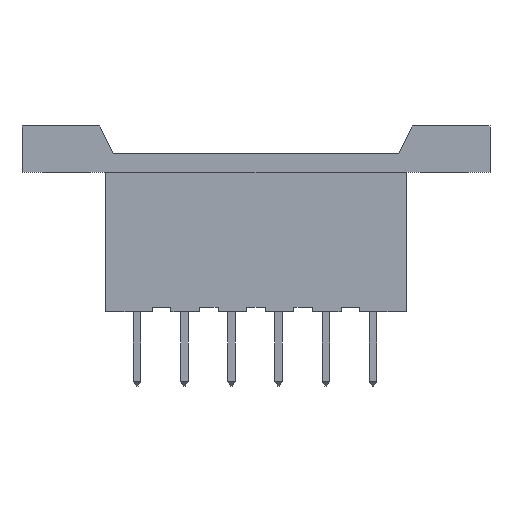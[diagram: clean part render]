
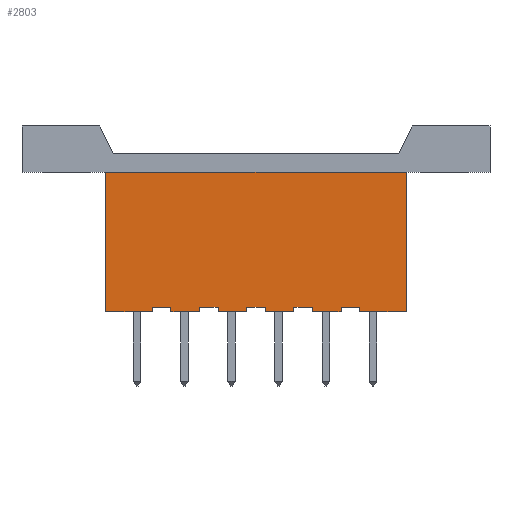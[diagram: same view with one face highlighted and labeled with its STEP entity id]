
A CAD part, front view. The second image highlights one B-rep face of the part: STEP entity #2803.
In plain terms, the highlighted planar face has unit normal (0, -1, 0).
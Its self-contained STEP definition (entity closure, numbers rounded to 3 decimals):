
#2600=AXIS2_PLACEMENT_3D('Plane Axis2P3D',#2597,#2598,#2599) ;
#302=CARTESIAN_POINT('Vertex',(9.02,1.727,23.)) ;
#305=CARTESIAN_POINT('Line Origine',(25.2,1.727,23.)) ;
#309=CARTESIAN_POINT('Vertex',(41.38,1.727,23.)) ;
#738=CARTESIAN_POINT('Vertex',(14.04,1.727,8.5)) ;
#743=CARTESIAN_POINT('Line Origine',(14.04,1.727,8.25)) ;
#747=CARTESIAN_POINT('Vertex',(14.04,1.727,8.)) ;
#782=CARTESIAN_POINT('Line Origine',(11.53,1.727,8.)) ;
#786=CARTESIAN_POINT('Vertex',(9.02,1.727,8.)) ;
#2597=CARTESIAN_POINT('Axis2P3D Location',(19.179,1.727,23.)) ;
#2602=CARTESIAN_POINT('Line Origine',(41.38,1.727,15.5)) ;
#2606=CARTESIAN_POINT('Vertex',(41.38,1.727,8.)) ;
#2609=CARTESIAN_POINT('Line Origine',(9.02,1.727,15.5)) ;
#2614=CARTESIAN_POINT('Line Origine',(14.54,1.727,8.5)) ;
#2618=CARTESIAN_POINT('Vertex',(15.04,1.727,8.5)) ;
#2621=CARTESIAN_POINT('Line Origine',(15.54,1.727,8.5)) ;
#2625=CARTESIAN_POINT('Vertex',(16.04,1.727,8.5)) ;
#2628=CARTESIAN_POINT('Line Origine',(16.04,1.727,8.25)) ;
#2632=CARTESIAN_POINT('Vertex',(16.04,1.727,8.)) ;
#2635=CARTESIAN_POINT('Line Origine',(17.58,1.727,8.)) ;
#2639=CARTESIAN_POINT('Vertex',(19.12,1.727,8.)) ;
#2642=CARTESIAN_POINT('Line Origine',(19.12,1.727,8.25)) ;
#2646=CARTESIAN_POINT('Vertex',(19.12,1.727,8.5)) ;
#2649=CARTESIAN_POINT('Line Origine',(19.62,1.727,8.5)) ;
#2653=CARTESIAN_POINT('Vertex',(20.12,1.727,8.5)) ;
#2656=CARTESIAN_POINT('Line Origine',(20.62,1.727,8.5)) ;
#2660=CARTESIAN_POINT('Vertex',(21.12,1.727,8.5)) ;
#2663=CARTESIAN_POINT('Line Origine',(21.12,1.727,8.25)) ;
#2667=CARTESIAN_POINT('Vertex',(21.12,1.727,8.)) ;
#2670=CARTESIAN_POINT('Line Origine',(22.66,1.727,8.)) ;
#2674=CARTESIAN_POINT('Vertex',(24.2,1.727,8.)) ;
#2677=CARTESIAN_POINT('Line Origine',(24.2,1.727,8.25)) ;
#2681=CARTESIAN_POINT('Vertex',(24.2,1.727,8.5)) ;
#2684=CARTESIAN_POINT('Line Origine',(24.7,1.727,8.5)) ;
#2688=CARTESIAN_POINT('Vertex',(25.2,1.727,8.5)) ;
#2691=CARTESIAN_POINT('Line Origine',(25.7,1.727,8.5)) ;
#2695=CARTESIAN_POINT('Vertex',(26.2,1.727,8.5)) ;
#2698=CARTESIAN_POINT('Line Origine',(26.2,1.727,8.25)) ;
#2702=CARTESIAN_POINT('Vertex',(26.2,1.727,8.)) ;
#2705=CARTESIAN_POINT('Line Origine',(27.74,1.727,8.)) ;
#2709=CARTESIAN_POINT('Vertex',(29.28,1.727,8.)) ;
#2712=CARTESIAN_POINT('Line Origine',(29.28,1.727,8.25)) ;
#2716=CARTESIAN_POINT('Vertex',(29.28,1.727,8.5)) ;
#2719=CARTESIAN_POINT('Line Origine',(29.78,1.727,8.5)) ;
#2723=CARTESIAN_POINT('Vertex',(30.28,1.727,8.5)) ;
#2726=CARTESIAN_POINT('Line Origine',(30.78,1.727,8.5)) ;
#2730=CARTESIAN_POINT('Vertex',(31.28,1.727,8.5)) ;
#2733=CARTESIAN_POINT('Line Origine',(31.28,1.727,8.25)) ;
#2737=CARTESIAN_POINT('Vertex',(31.28,1.727,8.)) ;
#2740=CARTESIAN_POINT('Line Origine',(32.82,1.727,8.)) ;
#2744=CARTESIAN_POINT('Vertex',(34.36,1.727,8.)) ;
#2747=CARTESIAN_POINT('Line Origine',(34.36,1.727,8.25)) ;
#2751=CARTESIAN_POINT('Vertex',(34.36,1.727,8.5)) ;
#2754=CARTESIAN_POINT('Line Origine',(35.36,1.727,8.5)) ;
#2758=CARTESIAN_POINT('Vertex',(36.36,1.727,8.5)) ;
#2761=CARTESIAN_POINT('Line Origine',(36.36,1.727,8.25)) ;
#2765=CARTESIAN_POINT('Vertex',(36.36,1.727,8.)) ;
#2768=CARTESIAN_POINT('Line Origine',(38.87,1.727,8.)) ;
#306=DIRECTION('Vector Direction',(-1.,0.,0.)) ;
#744=DIRECTION('Vector Direction',(0.,0.,-1.)) ;
#783=DIRECTION('Vector Direction',(1.,0.,0.)) ;
#2598=DIRECTION('Axis2P3D Direction',(-0.,1.,0.)) ;
#2599=DIRECTION('Axis2P3D XDirection',(1.,0.,0.)) ;
#2603=DIRECTION('Vector Direction',(0.,0.,-1.)) ;
#2610=DIRECTION('Vector Direction',(0.,0.,-1.)) ;
#2615=DIRECTION('Vector Direction',(1.,0.,0.)) ;
#2622=DIRECTION('Vector Direction',(1.,0.,0.)) ;
#2629=DIRECTION('Vector Direction',(0.,0.,-1.)) ;
#2636=DIRECTION('Vector Direction',(1.,0.,0.)) ;
#2643=DIRECTION('Vector Direction',(0.,0.,-1.)) ;
#2650=DIRECTION('Vector Direction',(1.,0.,0.)) ;
#2657=DIRECTION('Vector Direction',(1.,0.,0.)) ;
#2664=DIRECTION('Vector Direction',(0.,0.,-1.)) ;
#2671=DIRECTION('Vector Direction',(1.,0.,0.)) ;
#2678=DIRECTION('Vector Direction',(0.,0.,-1.)) ;
#2685=DIRECTION('Vector Direction',(1.,0.,0.)) ;
#2692=DIRECTION('Vector Direction',(1.,0.,0.)) ;
#2699=DIRECTION('Vector Direction',(0.,0.,-1.)) ;
#2706=DIRECTION('Vector Direction',(1.,0.,0.)) ;
#2713=DIRECTION('Vector Direction',(0.,0.,-1.)) ;
#2720=DIRECTION('Vector Direction',(1.,0.,0.)) ;
#2727=DIRECTION('Vector Direction',(1.,0.,0.)) ;
#2734=DIRECTION('Vector Direction',(0.,0.,-1.)) ;
#2741=DIRECTION('Vector Direction',(1.,0.,0.)) ;
#2748=DIRECTION('Vector Direction',(0.,0.,-1.)) ;
#2755=DIRECTION('Vector Direction',(1.,0.,0.)) ;
#2762=DIRECTION('Vector Direction',(0.,0.,-1.)) ;
#2769=DIRECTION('Vector Direction',(-1.,0.,0.)) ;
#307=VECTOR('Line Direction',#306,1.) ;
#745=VECTOR('Line Direction',#744,1.) ;
#784=VECTOR('Line Direction',#783,1.) ;
#2604=VECTOR('Line Direction',#2603,1.) ;
#2611=VECTOR('Line Direction',#2610,1.) ;
#2616=VECTOR('Line Direction',#2615,1.) ;
#2623=VECTOR('Line Direction',#2622,1.) ;
#2630=VECTOR('Line Direction',#2629,1.) ;
#2637=VECTOR('Line Direction',#2636,1.) ;
#2644=VECTOR('Line Direction',#2643,1.) ;
#2651=VECTOR('Line Direction',#2650,1.) ;
#2658=VECTOR('Line Direction',#2657,1.) ;
#2665=VECTOR('Line Direction',#2664,1.) ;
#2672=VECTOR('Line Direction',#2671,1.) ;
#2679=VECTOR('Line Direction',#2678,1.) ;
#2686=VECTOR('Line Direction',#2685,1.) ;
#2693=VECTOR('Line Direction',#2692,1.) ;
#2700=VECTOR('Line Direction',#2699,1.) ;
#2707=VECTOR('Line Direction',#2706,1.) ;
#2714=VECTOR('Line Direction',#2713,1.) ;
#2721=VECTOR('Line Direction',#2720,1.) ;
#2728=VECTOR('Line Direction',#2727,1.) ;
#2735=VECTOR('Line Direction',#2734,1.) ;
#2742=VECTOR('Line Direction',#2741,1.) ;
#2749=VECTOR('Line Direction',#2748,1.) ;
#2756=VECTOR('Line Direction',#2755,1.) ;
#2763=VECTOR('Line Direction',#2762,1.) ;
#2770=VECTOR('Line Direction',#2769,1.) ;
#2774=ORIENTED_EDGE('',*,*,#2608,.F.) ;
#2775=ORIENTED_EDGE('',*,*,#311,.T.) ;
#2776=ORIENTED_EDGE('',*,*,#2613,.T.) ;
#2777=ORIENTED_EDGE('',*,*,#788,.T.) ;
#2778=ORIENTED_EDGE('',*,*,#749,.T.) ;
#2779=ORIENTED_EDGE('',*,*,#2620,.T.) ;
#2780=ORIENTED_EDGE('',*,*,#2627,.T.) ;
#2781=ORIENTED_EDGE('',*,*,#2634,.T.) ;
#2782=ORIENTED_EDGE('',*,*,#2641,.T.) ;
#2783=ORIENTED_EDGE('',*,*,#2648,.T.) ;
#2784=ORIENTED_EDGE('',*,*,#2655,.T.) ;
#2785=ORIENTED_EDGE('',*,*,#2662,.T.) ;
#2786=ORIENTED_EDGE('',*,*,#2669,.T.) ;
#2787=ORIENTED_EDGE('',*,*,#2676,.T.) ;
#2788=ORIENTED_EDGE('',*,*,#2683,.T.) ;
#2789=ORIENTED_EDGE('',*,*,#2690,.T.) ;
#2790=ORIENTED_EDGE('',*,*,#2697,.T.) ;
#2791=ORIENTED_EDGE('',*,*,#2704,.T.) ;
#2792=ORIENTED_EDGE('',*,*,#2711,.T.) ;
#2793=ORIENTED_EDGE('',*,*,#2718,.T.) ;
#2794=ORIENTED_EDGE('',*,*,#2725,.T.) ;
#2795=ORIENTED_EDGE('',*,*,#2732,.T.) ;
#2796=ORIENTED_EDGE('',*,*,#2739,.T.) ;
#2797=ORIENTED_EDGE('',*,*,#2746,.T.) ;
#2798=ORIENTED_EDGE('',*,*,#2753,.T.) ;
#2799=ORIENTED_EDGE('',*,*,#2760,.T.) ;
#2800=ORIENTED_EDGE('',*,*,#2767,.T.) ;
#2801=ORIENTED_EDGE('',*,*,#2772,.F.) ;
#2803=ADVANCED_FACE('model',(#2802),#2601,.F.) ;
#311=EDGE_CURVE('',#310,#303,#308,.T.) ;
#749=EDGE_CURVE('',#748,#739,#746,.F.) ;
#788=EDGE_CURVE('',#787,#748,#785,.T.) ;
#2608=EDGE_CURVE('',#310,#2607,#2605,.T.) ;
#2613=EDGE_CURVE('',#303,#787,#2612,.T.) ;
#2620=EDGE_CURVE('',#739,#2619,#2617,.T.) ;
#2627=EDGE_CURVE('',#2619,#2626,#2624,.T.) ;
#2634=EDGE_CURVE('',#2626,#2633,#2631,.T.) ;
#2641=EDGE_CURVE('',#2633,#2640,#2638,.T.) ;
#2648=EDGE_CURVE('',#2640,#2647,#2645,.F.) ;
#2655=EDGE_CURVE('',#2647,#2654,#2652,.T.) ;
#2662=EDGE_CURVE('',#2654,#2661,#2659,.T.) ;
#2669=EDGE_CURVE('',#2661,#2668,#2666,.T.) ;
#2676=EDGE_CURVE('',#2668,#2675,#2673,.T.) ;
#2683=EDGE_CURVE('',#2675,#2682,#2680,.F.) ;
#2690=EDGE_CURVE('',#2682,#2689,#2687,.T.) ;
#2697=EDGE_CURVE('',#2689,#2696,#2694,.T.) ;
#2704=EDGE_CURVE('',#2696,#2703,#2701,.T.) ;
#2711=EDGE_CURVE('',#2703,#2710,#2708,.T.) ;
#2718=EDGE_CURVE('',#2710,#2717,#2715,.F.) ;
#2725=EDGE_CURVE('',#2717,#2724,#2722,.T.) ;
#2732=EDGE_CURVE('',#2724,#2731,#2729,.T.) ;
#2739=EDGE_CURVE('',#2731,#2738,#2736,.T.) ;
#2746=EDGE_CURVE('',#2738,#2745,#2743,.T.) ;
#2753=EDGE_CURVE('',#2745,#2752,#2750,.F.) ;
#2760=EDGE_CURVE('',#2752,#2759,#2757,.T.) ;
#2767=EDGE_CURVE('',#2759,#2766,#2764,.T.) ;
#2772=EDGE_CURVE('',#2607,#2766,#2771,.T.) ;
#2773=EDGE_LOOP('',(#2774,#2775,#2776,#2777,#2778,#2779,#2780,#2781,#2782,#2783,#2784,#2785,#2786,#2787,#2788,#2789,#2790,#2791,#2792,#2793,#2794,#2795,#2796,#2797,#2798,#2799,#2800,#2801)) ;
#2802=FACE_OUTER_BOUND('',#2773,.T.) ;
#308=LINE('Line',#305,#307) ;
#746=LINE('Line',#743,#745) ;
#785=LINE('Line',#782,#784) ;
#2605=LINE('Line',#2602,#2604) ;
#2612=LINE('Line',#2609,#2611) ;
#2617=LINE('Line',#2614,#2616) ;
#2624=LINE('Line',#2621,#2623) ;
#2631=LINE('Line',#2628,#2630) ;
#2638=LINE('Line',#2635,#2637) ;
#2645=LINE('Line',#2642,#2644) ;
#2652=LINE('Line',#2649,#2651) ;
#2659=LINE('Line',#2656,#2658) ;
#2666=LINE('Line',#2663,#2665) ;
#2673=LINE('Line',#2670,#2672) ;
#2680=LINE('Line',#2677,#2679) ;
#2687=LINE('Line',#2684,#2686) ;
#2694=LINE('Line',#2691,#2693) ;
#2701=LINE('Line',#2698,#2700) ;
#2708=LINE('Line',#2705,#2707) ;
#2715=LINE('Line',#2712,#2714) ;
#2722=LINE('Line',#2719,#2721) ;
#2729=LINE('Line',#2726,#2728) ;
#2736=LINE('Line',#2733,#2735) ;
#2743=LINE('Line',#2740,#2742) ;
#2750=LINE('Line',#2747,#2749) ;
#2757=LINE('Line',#2754,#2756) ;
#2764=LINE('Line',#2761,#2763) ;
#2771=LINE('Line',#2768,#2770) ;
#2601=PLANE('',#2600) ;
#303=VERTEX_POINT('',#302) ;
#310=VERTEX_POINT('',#309) ;
#739=VERTEX_POINT('',#738) ;
#748=VERTEX_POINT('',#747) ;
#787=VERTEX_POINT('',#786) ;
#2607=VERTEX_POINT('',#2606) ;
#2619=VERTEX_POINT('',#2618) ;
#2626=VERTEX_POINT('',#2625) ;
#2633=VERTEX_POINT('',#2632) ;
#2640=VERTEX_POINT('',#2639) ;
#2647=VERTEX_POINT('',#2646) ;
#2654=VERTEX_POINT('',#2653) ;
#2661=VERTEX_POINT('',#2660) ;
#2668=VERTEX_POINT('',#2667) ;
#2675=VERTEX_POINT('',#2674) ;
#2682=VERTEX_POINT('',#2681) ;
#2689=VERTEX_POINT('',#2688) ;
#2696=VERTEX_POINT('',#2695) ;
#2703=VERTEX_POINT('',#2702) ;
#2710=VERTEX_POINT('',#2709) ;
#2717=VERTEX_POINT('',#2716) ;
#2724=VERTEX_POINT('',#2723) ;
#2731=VERTEX_POINT('',#2730) ;
#2738=VERTEX_POINT('',#2737) ;
#2745=VERTEX_POINT('',#2744) ;
#2752=VERTEX_POINT('',#2751) ;
#2759=VERTEX_POINT('',#2758) ;
#2766=VERTEX_POINT('',#2765) ;
